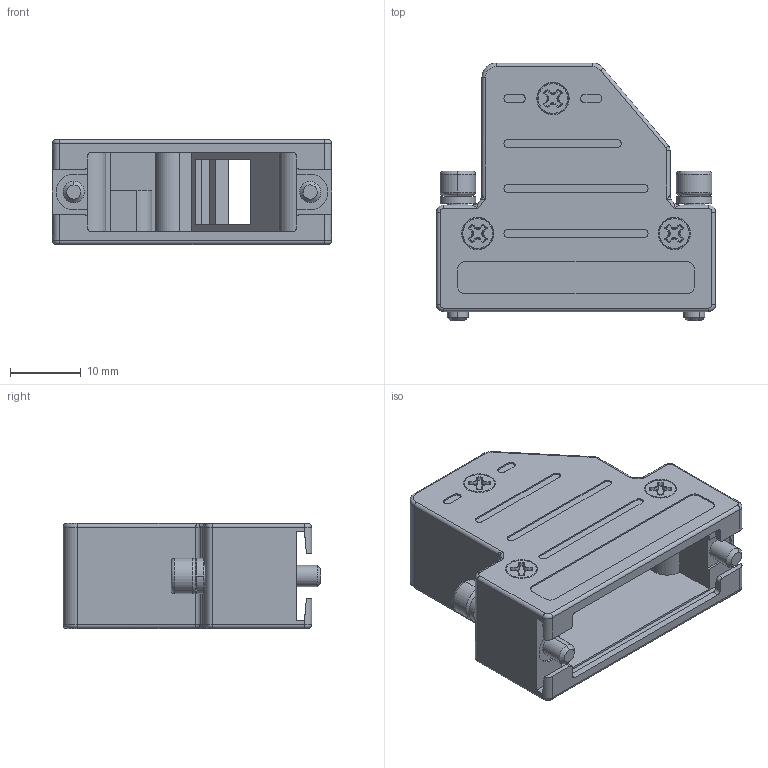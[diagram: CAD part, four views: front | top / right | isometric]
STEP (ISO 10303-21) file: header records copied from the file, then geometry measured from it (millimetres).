
FILE_DESCRIPTION(('Creo Elements/Direct Modeling STEP Export'),'2;1');
FILE_NAME('0ln7uvk5he4d2ah3496','2022-02-28T 8:52:18',(''),(''),'Creo Elements/Direct Modeling STEP processor for AP214 (Solid Model)','Creo Elements/Direct Modeling 20.1B 02-Apr-2019 (C) Parametric Technology GmbH','');
FILE_SCHEMA(('AUTOMOTIVE_DESIGN { 1 0 10303 214 1 1 1 1 }'));
Length unit declared in the file: millimetre
Products named in the file (2): MPTAO_15
Assembly tree (1 placements, depth 2):
  MPTAO_15
    MPTAO_15
Bounding box: 39.3 x 36.3 x 14.8 mm (x, y, z)
Volume: 6848.1 mm3; surface area: 6858.6 mm2
Topology: 1 solids, 1 shells, 633 faces, 1503 edges, 884 vertices
Faces by surface type: bspline 212, cylinder 203, plane 156, torus 40, cone 22
Entity records: 39238 total; most frequent: CARTESIAN_POINT 22114, ORIENTED_EDGE 2966, DIRECTION 1815, EDGE_CURVE 1483, VERTEX_POINT 884, EDGE_LOOP 667, COLOUR_RGB 634, FILL_AREA_STYLE_COLOUR 634
